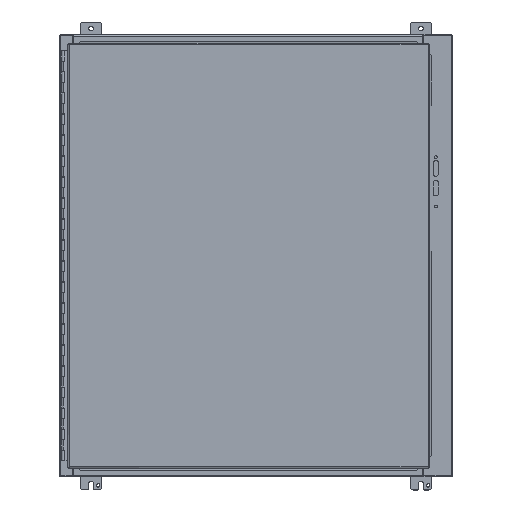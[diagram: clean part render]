
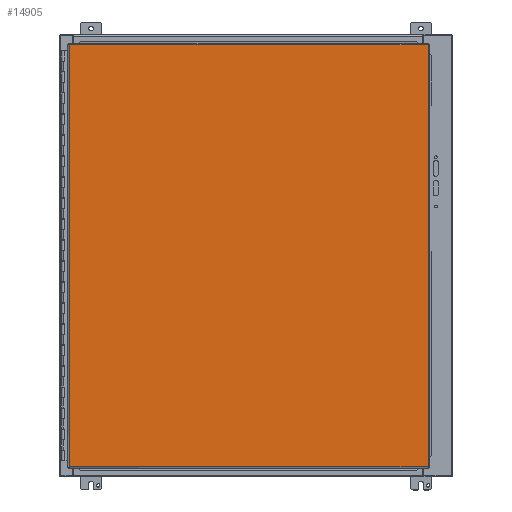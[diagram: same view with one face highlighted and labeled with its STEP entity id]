
A CAD part, top view. The second image highlights one B-rep face of the part: STEP entity #14905.
In plain terms, the highlighted planar face has unit normal (0, 0, 1).
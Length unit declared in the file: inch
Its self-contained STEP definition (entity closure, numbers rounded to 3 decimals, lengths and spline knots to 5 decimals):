
#457=PLANE('',#15813);
#1037=FACE_OUTER_BOUND('',#1858,.T.);
#1858=EDGE_LOOP('',(#10543,#10544,#10545,#10546));
#2825=LINE('',#22164,#4352);
#2831=LINE('',#22245,#4358);
#2837=LINE('',#22327,#4364);
#2844=LINE('',#22408,#4371);
#4352=VECTOR('',#17832,40.1645);
#4358=VECTOR('',#17846,34.13325);
#4364=VECTOR('',#17860,40.1645);
#4371=VECTOR('',#17877,34.13325);
#6344=VERTEX_POINT('',#22155);
#6345=VERTEX_POINT('',#22163);
#6348=VERTEX_POINT('',#22237);
#6352=VERTEX_POINT('',#22319);
#7890=EDGE_CURVE('',#6345,#6344,#2825,.T.);
#7900=EDGE_CURVE('',#6344,#6348,#2831,.T.);
#7910=EDGE_CURVE('',#6348,#6352,#2837,.T.);
#7921=EDGE_CURVE('',#6352,#6345,#2844,.T.);
#10543=ORIENTED_EDGE('',*,*,#7890,.T.);
#10544=ORIENTED_EDGE('',*,*,#7900,.T.);
#10545=ORIENTED_EDGE('',*,*,#7910,.T.);
#10546=ORIENTED_EDGE('',*,*,#7921,.T.);
#14905=ADVANCED_FACE('',(#1037),#457,.T.);
#15813=AXIS2_PLACEMENT_3D('',#22476,#17887,#17888);
#17832=DIRECTION('',(0.,1.,0.));
#17846=DIRECTION('',(-1.,0.,0.));
#17860=DIRECTION('',(0.,-1.,0.));
#17877=DIRECTION('',(1.,0.,0.));
#17887=DIRECTION('center_axis',(0.,0.,1.));
#17888=DIRECTION('ref_axis',(1.,0.,0.));
#22155=CARTESIAN_POINT('',(34.2385,40.26975,0.074));
#22163=CARTESIAN_POINT('',(34.2385,0.10525,0.074));
#22164=CARTESIAN_POINT('',(34.2385,10.14638,0.074));
#22237=CARTESIAN_POINT('',(0.10525,40.26975,0.074));
#22245=CARTESIAN_POINT('',(25.70519,40.26975,0.074));
#22319=CARTESIAN_POINT('',(0.10525,0.10525,0.074));
#22327=CARTESIAN_POINT('',(0.10525,30.22863,0.074));
#22408=CARTESIAN_POINT('',(8.63856,0.10525,0.074));
#22476=CARTESIAN_POINT('Origin',(17.17188,20.1875,0.074));
